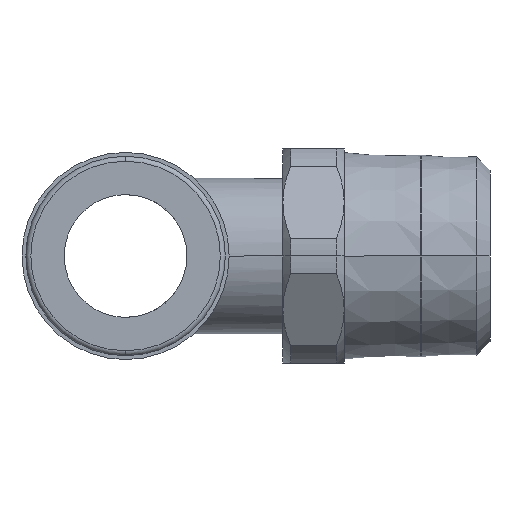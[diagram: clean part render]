
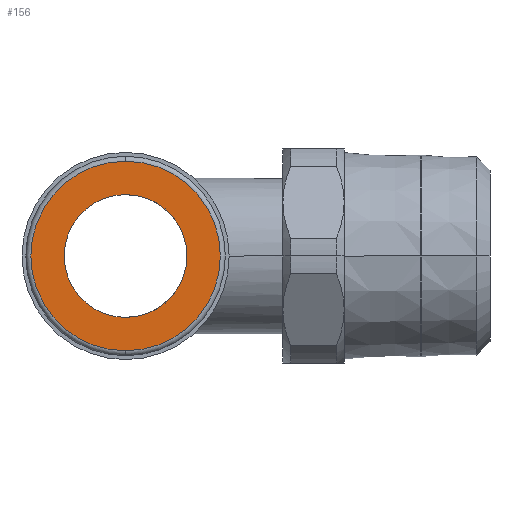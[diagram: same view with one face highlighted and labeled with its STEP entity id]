
A CAD part, left-side view. The second image highlights one B-rep face of the part: STEP entity #156.
In plain terms, the highlighted planar face has unit normal (-1, 0, 0).
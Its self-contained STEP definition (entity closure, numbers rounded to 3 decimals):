
#156=ADVANCED_FACE('',(#398,#399),#400,.T.);
#398=FACE_BOUND('',#651,.T.);
#399=FACE_OUTER_BOUND('',#652,.T.);
#400=PLANE('',#653);
#651=EDGE_LOOP('',(#1550,#1551));
#652=EDGE_LOOP('',(#1552,#1553,#1554));
#653=AXIS2_PLACEMENT_3D('',#1555,#1556,#1557);
#1550=ORIENTED_EDGE('',*,*,#1744,.T.);
#1551=ORIENTED_EDGE('',*,*,#1835,.T.);
#1552=ORIENTED_EDGE('',*,*,#1913,.T.);
#1553=ORIENTED_EDGE('',*,*,#1661,.T.);
#1554=ORIENTED_EDGE('',*,*,#1914,.T.);
#1555=CARTESIAN_POINT('',(-22.6,3.088,0.));
#1556=DIRECTION('',(-1.0,0.,0.));
#1557=DIRECTION('',(0.,1.0,0.));
#1661=EDGE_CURVE('',#1984,#1990,#1992,.T.);
#1744=EDGE_CURVE('',#2146,#2143,#2147,.T.);
#1835=EDGE_CURVE('',#2143,#2146,#2291,.T.);
#1913=EDGE_CURVE('',#2400,#1984,#2401,.T.);
#1914=EDGE_CURVE('',#1990,#2400,#2402,.T.);
#1984=VERTEX_POINT('',#2490);
#1990=VERTEX_POINT('',#2496);
#1992=CIRCLE('',#2498,6.175);
#2143=VERTEX_POINT('',#2737);
#2146=VERTEX_POINT('',#2741);
#2147=CIRCLE('',#2742,4.0);
#2291=CIRCLE('',#3178,4.0);
#2400=VERTEX_POINT('',#3517);
#2401=CIRCLE('',#3518,6.175);
#2402=CIRCLE('',#3519,6.175);
#2490=CARTESIAN_POINT('',(-22.6,0.,-6.175));
#2496=CARTESIAN_POINT('',(-22.6,0.,6.175));
#2498=AXIS2_PLACEMENT_3D('',#3621,#3622,#3623);
#2737=CARTESIAN_POINT('',(-22.6,0.0,-4.0));
#2741=CARTESIAN_POINT('',(-22.6,0.0,4.0));
#2742=AXIS2_PLACEMENT_3D('',#3786,#3787,#3788);
#3178=AXIS2_PLACEMENT_3D('',#3912,#3913,#3914);
#3517=CARTESIAN_POINT('',(-22.6,6.175,0.));
#3518=AXIS2_PLACEMENT_3D('',#4066,#4067,#4068);
#3519=AXIS2_PLACEMENT_3D('',#4069,#4070,#4071);
#3621=CARTESIAN_POINT('',(-22.6,0.0,0.0));
#3622=DIRECTION('',(-1.0,0.,0.));
#3623=DIRECTION('',(0.,1.0,0.));
#3786=CARTESIAN_POINT('',(-22.6,0.0,0.0));
#3787=DIRECTION('',(1.0,0.,0.));
#3788=DIRECTION('',(0.0,0.,-1.0));
#3912=CARTESIAN_POINT('',(-22.6,0.0,0.0));
#3913=DIRECTION('',(1.0,0.,0.));
#3914=DIRECTION('',(0.0,0.,-1.0));
#4066=CARTESIAN_POINT('',(-22.6,0.0,0.0));
#4067=DIRECTION('',(-1.0,0.,0.));
#4068=DIRECTION('',(0.,1.0,0.));
#4069=CARTESIAN_POINT('',(-22.6,0.0,0.0));
#4070=DIRECTION('',(-1.0,0.,0.));
#4071=DIRECTION('',(0.,1.0,0.));
